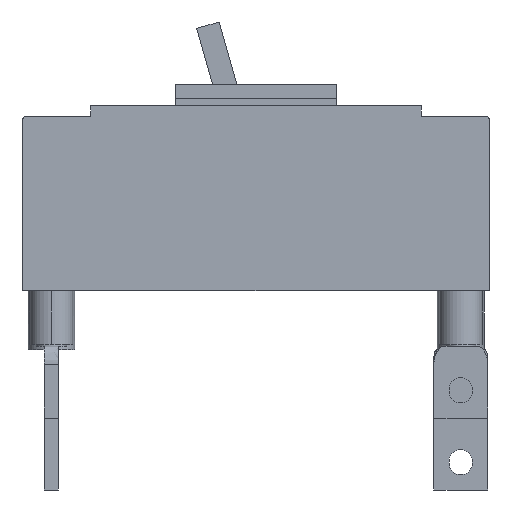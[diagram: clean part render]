
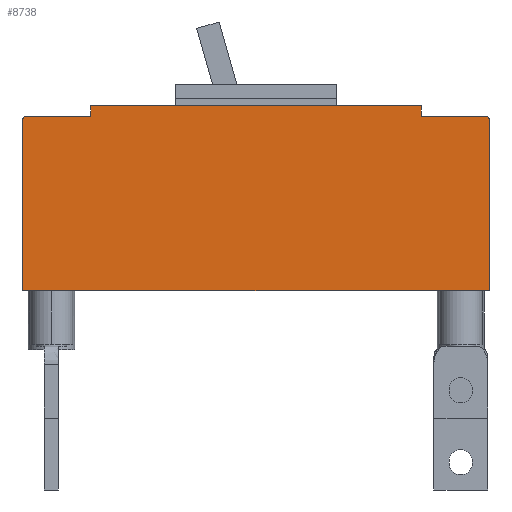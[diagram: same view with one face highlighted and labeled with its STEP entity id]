
A CAD part, left-side view. The second image highlights one B-rep face of the part: STEP entity #8738.
In plain terms, the highlighted planar face has unit normal (-1, 0, 0).
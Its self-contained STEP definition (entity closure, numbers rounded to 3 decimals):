
#195 = VECTOR ( 'NONE', #10314, 1000. ) ;
#370 = ORIENTED_EDGE ( 'NONE', *, *, #2631, .T. ) ;
#538 = VECTOR ( 'NONE', #14821, 1000. ) ;
#563 = CARTESIAN_POINT ( 'NONE',  ( -70., 92., 103. ) ) ;
#1003 = EDGE_CURVE ( 'NONE', #7341, #11684, #9342, .T. ) ;
#1290 = VECTOR ( 'NONE', #15519, 1000. ) ;
#1664 = ORIENTED_EDGE ( 'NONE', *, *, #3710, .T. ) ;
#2110 = EDGE_CURVE ( 'NONE', #4140, #7198, #6352, .T. ) ;
#2572 = VERTEX_POINT ( 'NONE', #14717 ) ;
#2631 = EDGE_CURVE ( 'NONE', #13847, #2572, #2689, .T. ) ;
#2689 = LINE ( 'NONE', #6226, #538 ) ;
#2993 = CARTESIAN_POINT ( 'NONE',  ( -70., -128., 97. ) ) ;
#3097 = CARTESIAN_POINT ( 'NONE',  ( -70., 128., 97. ) ) ;
#3156 = AXIS2_PLACEMENT_3D ( 'NONE', #4624, #9543, #5918 ) ;
#3368 = CARTESIAN_POINT ( 'NONE',  ( -70., 130., 0. ) ) ;
#3434 = PLANE ( 'NONE',  #3156 ) ;
#3582 = EDGE_CURVE ( 'NONE', #11910, #9272, #6450, .T. ) ;
#3710 = EDGE_CURVE ( 'NONE', #4140, #12687, #11987, .T. ) ;
#3999 = CARTESIAN_POINT ( 'NONE',  ( -70., 92., 97. ) ) ;
#4140 = VERTEX_POINT ( 'NONE', #3097 ) ;
#4256 = LINE ( 'NONE', #3999, #7564 ) ;
#4624 = CARTESIAN_POINT ( 'NONE',  ( -70., 130., 103. ) ) ;
#4643 = ORIENTED_EDGE ( 'NONE', *, *, #5935, .F. ) ;
#4829 = CARTESIAN_POINT ( 'NONE',  ( -70., -92., 103. ) ) ;
#5413 = CARTESIAN_POINT ( 'NONE',  ( -70., -128., 95. ) ) ;
#5527 = CARTESIAN_POINT ( 'NONE',  ( -70., 92., 97. ) ) ;
#5540 = AXIS2_PLACEMENT_3D ( 'NONE', #6151, #14744, #7403 ) ;
#5820 = LINE ( 'NONE', #7176, #15212 ) ;
#5875 = DIRECTION ( 'NONE',  ( 0., 0., -1. ) ) ;
#5918 = DIRECTION ( 'NONE',  ( 0., 1., 0. ) ) ;
#5935 = EDGE_CURVE ( 'NONE', #7341, #2572, #10700, .T. ) ;
#6151 = CARTESIAN_POINT ( 'NONE',  ( -70., 128., 95. ) ) ;
#6226 = CARTESIAN_POINT ( 'NONE',  ( -70., 130., 0. ) ) ;
#6348 = LINE ( 'NONE', #7847, #9264 ) ;
#6352 = LINE ( 'NONE', #9138, #195 ) ;
#6450 = LINE ( 'NONE', #14356, #12559 ) ;
#7176 = CARTESIAN_POINT ( 'NONE',  ( -70., -130., 97. ) ) ;
#7198 = VERTEX_POINT ( 'NONE', #5527 ) ;
#7234 = ORIENTED_EDGE ( 'NONE', *, *, #10375, .F. ) ;
#7341 = VERTEX_POINT ( 'NONE', #11099 ) ;
#7403 = DIRECTION ( 'NONE',  ( 0., 1., 0. ) ) ;
#7521 = VERTEX_POINT ( 'NONE', #563 ) ;
#7564 = VECTOR ( 'NONE', #13814, 1000. ) ;
#7847 = CARTESIAN_POINT ( 'NONE',  ( -70., 130., 103. ) ) ;
#8117 = DIRECTION ( 'NONE',  ( -1., 0., 0. ) ) ;
#8218 = CARTESIAN_POINT ( 'NONE',  ( -70., -130., 103. ) ) ;
#8282 = DIRECTION ( 'NONE',  ( 0., 0., 1. ) ) ;
#8293 = DIRECTION ( 'NONE',  ( 0., 1., 0. ) ) ;
#8738 = ADVANCED_FACE ( 'NONE', ( #13748 ), #3434, .F. ) ;
#9116 = VECTOR ( 'NONE', #5875, 1000. ) ;
#9138 = CARTESIAN_POINT ( 'NONE',  ( -70., 130., 97. ) ) ;
#9264 = VECTOR ( 'NONE', #15155, 1000. ) ;
#9272 = VERTEX_POINT ( 'NONE', #4829 ) ;
#9342 = CIRCLE ( 'NONE', #15383, 2. ) ;
#9543 = DIRECTION ( 'NONE',  ( 1., 0., 0. ) ) ;
#10036 = CARTESIAN_POINT ( 'NONE',  ( -70., 130., 95. ) ) ;
#10248 = EDGE_CURVE ( 'NONE', #12687, #13847, #12694, .T. ) ;
#10265 = EDGE_CURVE ( 'NONE', #11910, #11684, #5820, .T. ) ;
#10314 = DIRECTION ( 'NONE',  ( 0., -1., 0. ) ) ;
#10375 = EDGE_CURVE ( 'NONE', #7198, #7521, #4256, .T. ) ;
#10401 = ORIENTED_EDGE ( 'NONE', *, *, #10248, .T. ) ;
#10581 = CARTESIAN_POINT ( 'NONE',  ( -70., -92., 97. ) ) ;
#10700 = LINE ( 'NONE', #8218, #1290 ) ;
#10732 = CARTESIAN_POINT ( 'NONE',  ( -70., 130., 103. ) ) ;
#10733 = ORIENTED_EDGE ( 'NONE', *, *, #3582, .T. ) ;
#11099 = CARTESIAN_POINT ( 'NONE',  ( -70., -130., 95. ) ) ;
#11464 = ORIENTED_EDGE ( 'NONE', *, *, #1003, .T. ) ;
#11684 = VERTEX_POINT ( 'NONE', #2993 ) ;
#11910 = VERTEX_POINT ( 'NONE', #10581 ) ;
#11987 = CIRCLE ( 'NONE', #5540, 2. ) ;
#12105 = ORIENTED_EDGE ( 'NONE', *, *, #10265, .F. ) ;
#12559 = VECTOR ( 'NONE', #8282, 1000. ) ;
#12687 = VERTEX_POINT ( 'NONE', #10036 ) ;
#12694 = LINE ( 'NONE', #10732, #9116 ) ;
#13251 = DIRECTION ( 'NONE',  ( 0., -1., 0. ) ) ;
#13665 = ORIENTED_EDGE ( 'NONE', *, *, #2110, .F. ) ;
#13691 = ORIENTED_EDGE ( 'NONE', *, *, #14970, .F. ) ;
#13748 = FACE_OUTER_BOUND ( 'NONE', #15240, .T. ) ;
#13814 = DIRECTION ( 'NONE',  ( 0., 0., 1. ) ) ;
#13847 = VERTEX_POINT ( 'NONE', #3368 ) ;
#14356 = CARTESIAN_POINT ( 'NONE',  ( -70., -92., 97. ) ) ;
#14717 = CARTESIAN_POINT ( 'NONE',  ( -70., -130., 0. ) ) ;
#14744 = DIRECTION ( 'NONE',  ( -1., 0., 0. ) ) ;
#14821 = DIRECTION ( 'NONE',  ( 0., -1., 0. ) ) ;
#14970 = EDGE_CURVE ( 'NONE', #7521, #9272, #6348, .T. ) ;
#15155 = DIRECTION ( 'NONE',  ( 0., -1., 0. ) ) ;
#15212 = VECTOR ( 'NONE', #13251, 1000. ) ;
#15240 = EDGE_LOOP ( 'NONE', ( #4643, #11464, #12105, #10733, #13691, #7234, #13665, #1664, #10401, #370 ) ) ;
#15383 = AXIS2_PLACEMENT_3D ( 'NONE', #5413, #8117, #8293 ) ;
#15519 = DIRECTION ( 'NONE',  ( 0., 0., -1. ) ) ;
